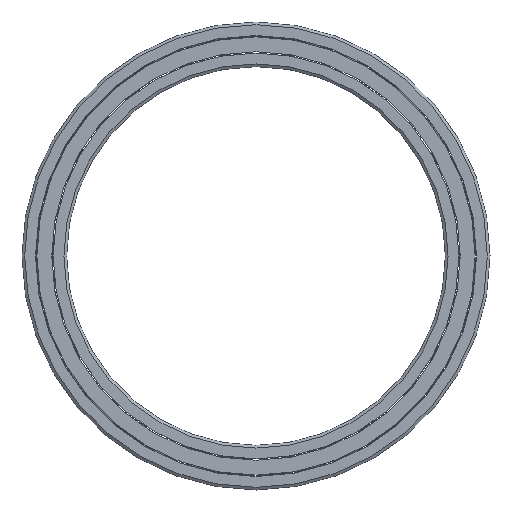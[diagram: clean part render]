
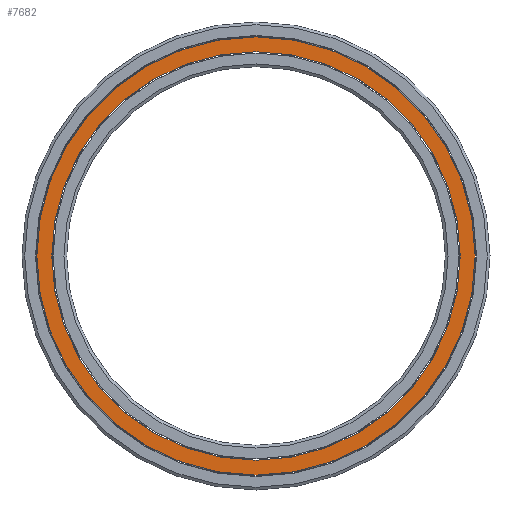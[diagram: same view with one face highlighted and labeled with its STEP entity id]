
A CAD part, left-side view. The second image highlights one B-rep face of the part: STEP entity #7682.
In plain terms, the highlighted planar face has unit normal (-1, 0, 0).
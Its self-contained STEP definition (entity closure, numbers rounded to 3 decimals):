
#690=CARTESIAN_POINT('',(-3.5,-0.,-40.5));
#691=VERTEX_POINT('',#690);
#698=CARTESIAN_POINT('',(-3.5,0.,0.));
#699=DIRECTION('',(1.,0.,0.));
#700=DIRECTION('',(0.,0.,-1.));
#701=AXIS2_PLACEMENT_3D('',#698,#699,#700);
#702=CIRCLE('',#701,40.5);
#703=EDGE_CURVE('',#691,#691,#702,.T.);
#3932=CARTESIAN_POINT('',(-3.5,-0.,-37.75));
#3933=VERTEX_POINT('',#3932);
#6767=CARTESIAN_POINT('',(-3.5,0.,0.));
#6768=DIRECTION('',(1.,0.,0.));
#6769=DIRECTION('',(0.,0.,-1.));
#6770=AXIS2_PLACEMENT_3D('',#6767,#6768,#6769);
#6771=CIRCLE('',#6770,37.75);
#6772=EDGE_CURVE('',#3933,#3933,#6771,.T.);
#7671=CARTESIAN_POINT('',(-3.5,0.,0.));
#7672=DIRECTION('',(1.,0.,0.));
#7673=DIRECTION('',(0.,0.,-1.));
#7674=AXIS2_PLACEMENT_3D('',#7671,#7672,#7673);
#7675=PLANE('',#7674);
#7676=ORIENTED_EDGE('',*,*,#6772,.T.);
#7677=EDGE_LOOP('',(#7676));
#7678=FACE_BOUND('',#7677,.T.);
#7679=ORIENTED_EDGE('',*,*,#703,.F.);
#7680=EDGE_LOOP('',(#7679));
#7681=FACE_BOUND('',#7680,.T.);
#7682=ADVANCED_FACE('',(#7678,#7681),#7675,.F.);
